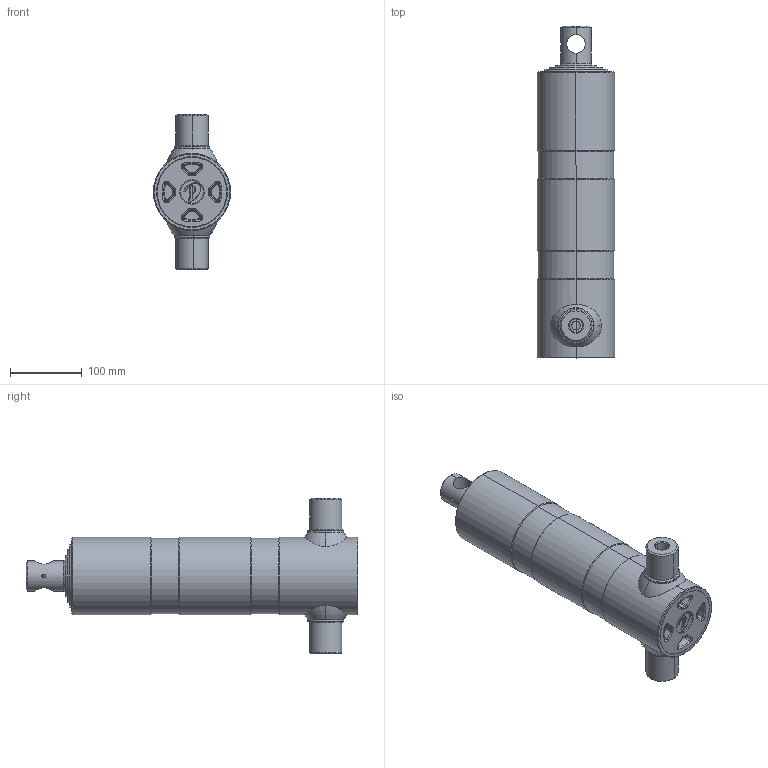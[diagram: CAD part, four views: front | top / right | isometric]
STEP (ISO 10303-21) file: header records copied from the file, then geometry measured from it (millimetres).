
FILE_DESCRIPTION (( 'STEP AP203' ), '1' );
FILE_NAME ('445.BGB.STEP', '2014-10-06T11:44:30', ( '' ), ( '' ), 'SwSTEP 2.0', 'SolidWorks 2013', '' );
FILE_SCHEMA (( 'CONFIG_CONTROL_DESIGN' ));
Length unit declared in the file: millimetre
Products named in the file (1): 445.BGB
Bounding box: 108 x 464 x 217 mm (x, y, z)
Surface area: 493766.5 mm2 (no closed solid volume)
Topology: 0 solids, 14 shells, 254 faces, 673 edges, 413 vertices
Faces by surface type: cylinder 78, cone 72, torus 64, plane 28, bspline 11, sphere 1
Entity records: 9743 total; most frequent: CARTESIAN_POINT 3394, DIRECTION 1479, ORIENTED_EDGE 1153, EDGE_CURVE 670, AXIS2_PLACEMENT_3D 633, VERTEX_POINT 412, CIRCLE 389, EDGE_LOOP 268
